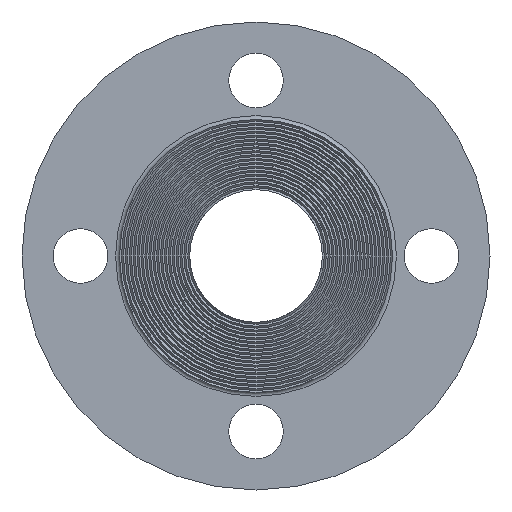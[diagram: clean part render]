
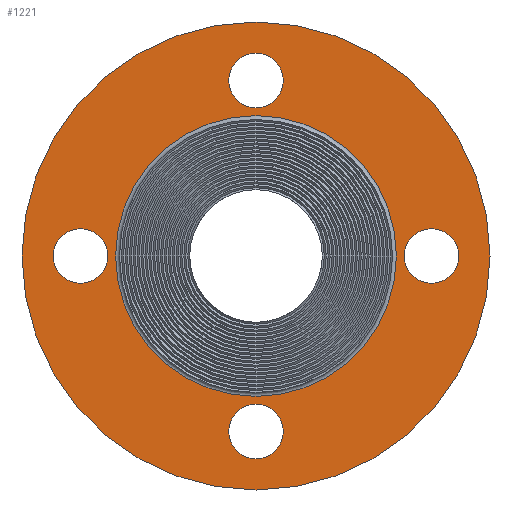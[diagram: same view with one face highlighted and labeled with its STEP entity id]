
A CAD part, left-side view. The second image highlights one B-rep face of the part: STEP entity #1221.
In plain terms, the highlighted planar face has unit normal (-1, 0, 0).
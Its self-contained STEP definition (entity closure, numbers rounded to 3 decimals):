
#15=FACE_BOUND('',#291,.T.);
#16=FACE_BOUND('',#292,.T.);
#17=FACE_BOUND('',#293,.T.);
#18=FACE_BOUND('',#294,.T.);
#19=FACE_BOUND('',#295,.T.);
#26=PLANE('',#1429);
#230=FACE_OUTER_BOUND('',#290,.T.);
#290=EDGE_LOOP('',(#1098,#1099));
#291=EDGE_LOOP('',(#1100));
#292=EDGE_LOOP('',(#1101));
#293=EDGE_LOOP('',(#1102));
#294=EDGE_LOOP('',(#1103));
#295=EDGE_LOOP('',(#1104,#1105));
#348=CIRCLE('',#1299,7.);
#351=CIRCLE('',#1303,7.);
#354=CIRCLE('',#1307,7.);
#357=CIRCLE('',#1311,7.);
#434=CIRCLE('',#1425,36.);
#435=CIRCLE('',#1426,36.);
#438=CIRCLE('',#1430,60.);
#439=CIRCLE('',#1431,60.);
#485=VERTEX_POINT('',#1996);
#488=VERTEX_POINT('',#2004);
#491=VERTEX_POINT('',#2012);
#494=VERTEX_POINT('',#2020);
#571=VERTEX_POINT('',#2247);
#572=VERTEX_POINT('',#2249);
#574=VERTEX_POINT('',#2256);
#575=VERTEX_POINT('',#2257);
#631=EDGE_CURVE('',#485,#485,#348,.T.);
#635=EDGE_CURVE('',#488,#488,#351,.T.);
#639=EDGE_CURVE('',#491,#491,#354,.T.);
#643=EDGE_CURVE('',#494,#494,#357,.T.);
#756=EDGE_CURVE('',#572,#571,#434,.T.);
#757=EDGE_CURVE('',#571,#572,#435,.T.);
#760=EDGE_CURVE('',#574,#575,#438,.T.);
#761=EDGE_CURVE('',#575,#574,#439,.T.);
#1098=ORIENTED_EDGE('',*,*,#760,.F.);
#1099=ORIENTED_EDGE('',*,*,#761,.F.);
#1100=ORIENTED_EDGE('',*,*,#631,.T.);
#1101=ORIENTED_EDGE('',*,*,#635,.T.);
#1102=ORIENTED_EDGE('',*,*,#639,.T.);
#1103=ORIENTED_EDGE('',*,*,#643,.T.);
#1104=ORIENTED_EDGE('',*,*,#756,.T.);
#1105=ORIENTED_EDGE('',*,*,#757,.T.);
#1221=ADVANCED_FACE('',(#230,#15,#16,#17,#18,#19),#26,.T.);
#1299=AXIS2_PLACEMENT_3D('',#1998,#1558,#1559);
#1303=AXIS2_PLACEMENT_3D('',#2006,#1567,#1568);
#1307=AXIS2_PLACEMENT_3D('',#2014,#1576,#1577);
#1311=AXIS2_PLACEMENT_3D('',#2022,#1585,#1586);
#1425=AXIS2_PLACEMENT_3D('',#2250,#1849,#1850);
#1426=AXIS2_PLACEMENT_3D('',#2251,#1851,#1852);
#1429=AXIS2_PLACEMENT_3D('',#2255,#1857,#1858);
#1430=AXIS2_PLACEMENT_3D('',#2258,#1859,#1860);
#1431=AXIS2_PLACEMENT_3D('',#2259,#1861,#1862);
#1558=DIRECTION('center_axis',(1.,0.,0.));
#1559=DIRECTION('ref_axis',(0.,0.,-1.));
#1567=DIRECTION('center_axis',(1.,0.,0.));
#1568=DIRECTION('ref_axis',(0.,0.,-1.));
#1576=DIRECTION('center_axis',(1.,0.,0.));
#1577=DIRECTION('ref_axis',(0.,0.,-1.));
#1585=DIRECTION('center_axis',(1.,0.,0.));
#1586=DIRECTION('ref_axis',(0.,0.,-1.));
#1849=DIRECTION('center_axis',(1.,0.,0.));
#1850=DIRECTION('ref_axis',(0.,1.,0.));
#1851=DIRECTION('center_axis',(1.,0.,0.));
#1852=DIRECTION('ref_axis',(0.,1.,0.));
#1857=DIRECTION('center_axis',(-1.,0.,0.));
#1858=DIRECTION('ref_axis',(0.,0.,1.));
#1859=DIRECTION('center_axis',(1.,0.,0.));
#1860=DIRECTION('ref_axis',(0.,1.,0.));
#1861=DIRECTION('center_axis',(1.,0.,0.));
#1862=DIRECTION('ref_axis',(0.,1.,0.));
#1996=CARTESIAN_POINT('',(0.,-45.,7.));
#1998=CARTESIAN_POINT('Origin',(0.,-45.,0.));
#2004=CARTESIAN_POINT('',(0.,0.,-38.));
#2006=CARTESIAN_POINT('Origin',(0.,0.,-45.));
#2012=CARTESIAN_POINT('',(0.,0.,52.));
#2014=CARTESIAN_POINT('Origin',(0.,0.,45.));
#2020=CARTESIAN_POINT('',(0.,45.,7.));
#2022=CARTESIAN_POINT('Origin',(0.,45.,0.));
#2247=CARTESIAN_POINT('',(0.,0.,36.));
#2249=CARTESIAN_POINT('',(0.,36.,0.));
#2250=CARTESIAN_POINT('Origin',(0.,0.,0.));
#2251=CARTESIAN_POINT('Origin',(0.,0.,0.));
#2255=CARTESIAN_POINT('Origin',(0.,48.,0.));
#2256=CARTESIAN_POINT('',(0.,60.,0.));
#2257=CARTESIAN_POINT('',(0.,-60.,0.));
#2258=CARTESIAN_POINT('Origin',(0.,0.,0.));
#2259=CARTESIAN_POINT('Origin',(0.,0.,0.));
